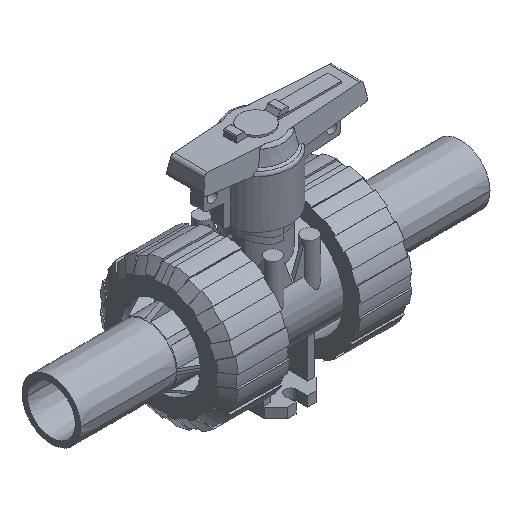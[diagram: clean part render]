
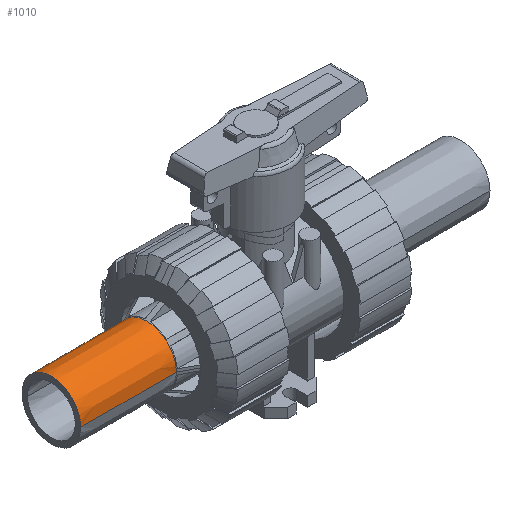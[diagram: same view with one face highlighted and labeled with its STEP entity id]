
A CAD part, isometric view. The second image highlights one B-rep face of the part: STEP entity #1010.
In plain terms, the highlighted conical face has half-angle 0.11 degrees and reference radius 16.102 mm.
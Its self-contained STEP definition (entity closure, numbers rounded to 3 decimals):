
#1010=ADVANCED_FACE('',(#2282),#2283,.T.);
#2282=FACE_OUTER_BOUND('',#3880,.T.);
#2283=CONICAL_SURFACE('',#3881,16.102,0.002);
#3880=EDGE_LOOP('',(#6524,#6525,#6526,#6527));
#3881=AXIS2_PLACEMENT_3D('',#6528,#6529,#6530);
#6524=ORIENTED_EDGE('',*,*,#10640,.T.);
#6525=ORIENTED_EDGE('',*,*,#10641,.F.);
#6526=ORIENTED_EDGE('',*,*,#10642,.F.);
#6527=ORIENTED_EDGE('',*,*,#10643,.T.);
#6528=CARTESIAN_POINT('',(-58.46,0.,43.5));
#6529=DIRECTION('',(1.0,0.0,0.0));
#6530=DIRECTION('',(0.0,-1.0,0.0));
#10640=EDGE_CURVE('',#12950,#12951,#12952,.T.);
#10641=EDGE_CURVE('',#12953,#12951,#12954,.T.);
#10642=EDGE_CURVE('',#12955,#12953,#12956,.T.);
#10643=EDGE_CURVE('',#12955,#12950,#12957,.T.);
#12950=VERTEX_POINT('',#16912);
#12951=VERTEX_POINT('',#16913);
#12952=CIRCLE('',#16914,16.0);
#12953=VERTEX_POINT('',#16915);
#12954=LINE('',#16916,#16917);
#12955=VERTEX_POINT('',#16918);
#12956=CIRCLE('',#16919,16.1);
#12957=LINE('',#16920,#16921);
#16912=CARTESIAN_POINT('',(-111.5,16.0,43.5));
#16913=CARTESIAN_POINT('',(-111.5,-16.0,43.5));
#16914=AXIS2_PLACEMENT_3D('',#21823,#21824,#21825);
#16915=CARTESIAN_POINT('',(-59.5,-16.1,43.5));
#16916=CARTESIAN_POINT('',(-59.5,-16.1,43.5));
#16917=VECTOR('',#21826,52.);
#16918=CARTESIAN_POINT('',(-59.5,16.1,43.5));
#16919=AXIS2_PLACEMENT_3D('',#21827,#21828,#21829);
#16920=CARTESIAN_POINT('',(-59.5,16.1,43.5));
#16921=VECTOR('',#21830,52.);
#21823=CARTESIAN_POINT('',(-111.5,0.,43.5));
#21824=DIRECTION('',(1.0,0.0,0.0));
#21825=DIRECTION('',(0.0,1.0,0.0));
#21826=DIRECTION('',(-1.,0.002,0.));
#21827=CARTESIAN_POINT('',(-59.5,0.,43.5));
#21828=DIRECTION('',(1.0,0.0,-0.0));
#21829=DIRECTION('',(0.0,1.0,0.));
#21830=DIRECTION('',(-1.,-0.002,0.));
